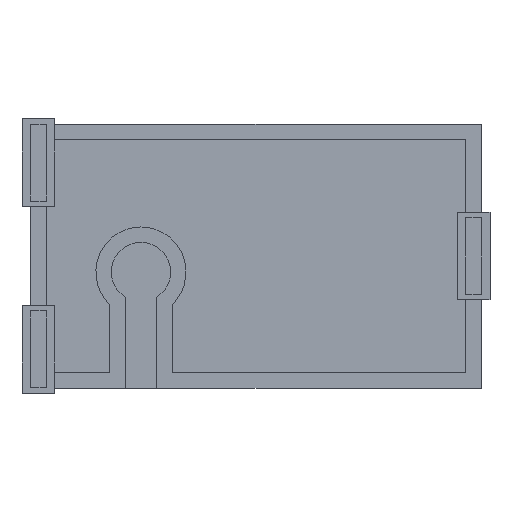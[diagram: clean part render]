
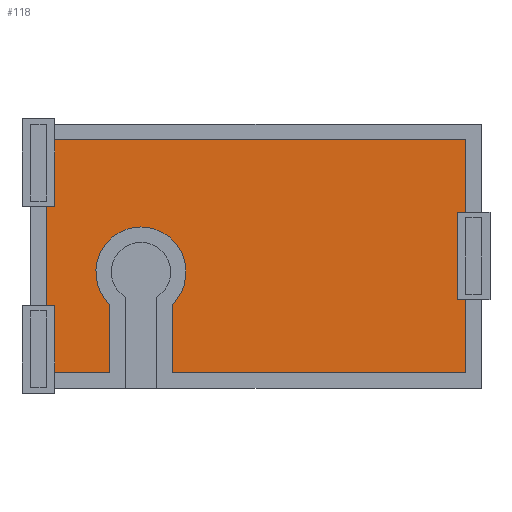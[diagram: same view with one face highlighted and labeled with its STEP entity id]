
A CAD part, top view. The second image highlights one B-rep face of the part: STEP entity #118.
In plain terms, the highlighted planar face has unit normal (0, 0, 1).
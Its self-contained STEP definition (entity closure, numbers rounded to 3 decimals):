
#30=CIRCLE('',#1192,20.5);
#118=ADVANCED_FACE('',(#249),#184,.F.);
#184=PLANE('',#1193);
#249=FACE_OUTER_BOUND('',#317,.T.);
#317=EDGE_LOOP('',(#466,#467,#468,#469,#470,#471,#472,#473));
#466=ORIENTED_EDGE('',*,*,#798,.T.);
#467=ORIENTED_EDGE('',*,*,#799,.F.);
#468=ORIENTED_EDGE('',*,*,#800,.F.);
#469=ORIENTED_EDGE('',*,*,#801,.F.);
#470=ORIENTED_EDGE('',*,*,#802,.F.);
#471=ORIENTED_EDGE('',*,*,#803,.F.);
#472=ORIENTED_EDGE('',*,*,#804,.F.);
#473=ORIENTED_EDGE('',*,*,#805,.T.);
#690=VERTEX_POINT('',#1642);
#691=VERTEX_POINT('',#1643);
#692=VERTEX_POINT('',#1645);
#693=VERTEX_POINT('',#1647);
#694=VERTEX_POINT('',#1649);
#695=VERTEX_POINT('',#1651);
#696=VERTEX_POINT('',#1653);
#697=VERTEX_POINT('',#1655);
#798=EDGE_CURVE('',#690,#691,#30,.T.);
#799=EDGE_CURVE('',#692,#691,#939,.T.);
#800=EDGE_CURVE('',#693,#692,#940,.T.);
#801=EDGE_CURVE('',#694,#693,#941,.T.);
#802=EDGE_CURVE('',#695,#694,#942,.T.);
#803=EDGE_CURVE('',#696,#695,#943,.T.);
#804=EDGE_CURVE('',#697,#696,#944,.T.);
#805=EDGE_CURVE('',#697,#690,#945,.T.);
#939=LINE('',#1644,#1079);
#940=LINE('',#1646,#1080);
#941=LINE('',#1648,#1081);
#942=LINE('',#1650,#1082);
#943=LINE('',#1652,#1083);
#944=LINE('',#1654,#1084);
#945=LINE('',#1656,#1085);
#1079=VECTOR('',#1345,1.);
#1080=VECTOR('',#1346,1.);
#1081=VECTOR('',#1347,1.);
#1082=VECTOR('',#1348,1.);
#1083=VECTOR('',#1349,1.);
#1084=VECTOR('',#1350,1.);
#1085=VECTOR('',#1351,1.);
#1192=AXIS2_PLACEMENT_3D('',#1641,#1343,#1344);
#1193=AXIS2_PLACEMENT_3D('',#1657,#1352,#1353);
#1343=DIRECTION('',(0.,0.,-1.));
#1344=DIRECTION('',(-1.,0.,0.));
#1345=DIRECTION('',(0.,1.,0.));
#1346=DIRECTION('',(-1.,0.,0.));
#1347=DIRECTION('',(0.,-1.,0.));
#1348=DIRECTION('',(1.,0.,0.));
#1349=DIRECTION('',(0.,1.,0.));
#1350=DIRECTION('',(-1.,0.,0.));
#1351=DIRECTION('',(0.,1.,0.));
#1352=DIRECTION('',(0.,0.,-1.));
#1353=DIRECTION('',(-1.,0.,0.));
#1641=CARTESIAN_POINT('',(-52.35,-7.14,-24.));
#1642=CARTESIAN_POINT('',(-66.6,-21.877,-24.));
#1643=CARTESIAN_POINT('',(-38.1,-21.877,-24.));
#1644=CARTESIAN_POINT('',(-38.1,0.,-24.));
#1645=CARTESIAN_POINT('',(-38.1,-53.,-24.));
#1646=CARTESIAN_POINT('',(0.,-53.,-24.));
#1647=CARTESIAN_POINT('',(95.5,-53.,-24.));
#1648=CARTESIAN_POINT('',(95.5,0.,-24.));
#1649=CARTESIAN_POINT('',(95.5,53.,-24.));
#1650=CARTESIAN_POINT('',(0.,53.,-24.));
#1651=CARTESIAN_POINT('',(-95.5,53.,-24.));
#1652=CARTESIAN_POINT('',(-95.5,0.,-24.));
#1653=CARTESIAN_POINT('',(-95.5,-53.,-24.));
#1654=CARTESIAN_POINT('',(0.,-53.,-24.));
#1655=CARTESIAN_POINT('',(-66.6,-53.,-24.));
#1656=CARTESIAN_POINT('',(-66.6,-7.14,-24.));
#1657=CARTESIAN_POINT('',(0.,0.,-24.));
